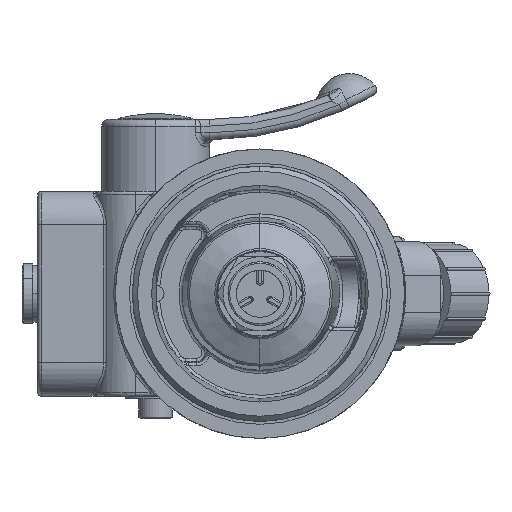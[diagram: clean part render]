
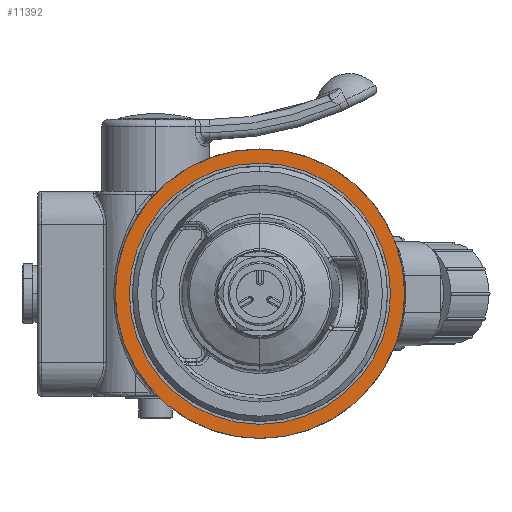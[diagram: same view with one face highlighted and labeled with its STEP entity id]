
A CAD part, front view. The second image highlights one B-rep face of the part: STEP entity #11392.
In plain terms, the highlighted planar face has unit normal (0, -1, 0).
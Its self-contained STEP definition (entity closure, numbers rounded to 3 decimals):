
#6216 = VERTEX_POINT ( 'NONE', #7917 ) ;
#6218 = EDGE_CURVE ( 'NONE', #6219, #6216, #7916, .T. ) ;
#6219 = VERTEX_POINT ( 'NONE', #7803 ) ;
#6839 = VERTEX_POINT ( 'NONE', #11140 ) ;
#6895 = VERTEX_POINT ( 'NONE', #11041 ) ;
#6897 = EDGE_CURVE ( 'NONE', #6895, #6839, #11197, .T. ) ;
#7803 = CARTESIAN_POINT ( 'NONE',  ( 0., 31.5, 38.8 ) ) ;
#7804 = DIRECTION ( 'NONE',  ( 0., 0., 1. ) ) ;
#7805 = DIRECTION ( 'NONE',  ( 0., 1., 0. ) ) ;
#7914 = CARTESIAN_POINT ( 'NONE',  ( 0., 31.5, 0. ) ) ;
#7915 = AXIS2_PLACEMENT_3D ( 'NONE', #7914, #7805, #7804 ) ;
#7916 = CIRCLE ( 'NONE', #7915, 38.8 ) ;
#7917 = CARTESIAN_POINT ( 'NONE',  ( 0., 31.5, -38.8 ) ) ;
#8021 = EDGE_CURVE ( 'NONE', #6839, #6895, #12635, .T. ) ;
#11041 = CARTESIAN_POINT ( 'NONE',  ( 0., 31.5, 43. ) ) ;
#11140 = CARTESIAN_POINT ( 'NONE',  ( 0., 31.5, -43. ) ) ;
#11193 = DIRECTION ( 'NONE',  ( 0., 0., -1. ) ) ;
#11194 = DIRECTION ( 'NONE',  ( 0., 1., 0. ) ) ;
#11195 = CARTESIAN_POINT ( 'NONE',  ( 0., 31.5, 0. ) ) ;
#11196 = AXIS2_PLACEMENT_3D ( 'NONE', #11195, #11194, #11193 ) ;
#11197 = CIRCLE ( 'NONE', #11196, 43. ) ;
#11392 = ADVANCED_FACE ( 'NONE', ( #29510, #29508 ), #29316, .T. ) ;
#11393 = EDGE_LOOP ( 'NONE', ( #11394, #11395 ) ) ;
#11394 = ORIENTED_EDGE ( 'NONE', *, *, #8021, .F. ) ;
#11395 = ORIENTED_EDGE ( 'NONE', *, *, #6897, .F. ) ;
#11396 = EDGE_LOOP ( 'NONE', ( #11397, #11552 ) ) ;
#11397 = ORIENTED_EDGE ( 'NONE', *, *, #6218, .T. ) ;
#11552 = ORIENTED_EDGE ( 'NONE', *, *, #11553, .T. ) ;
#11553 = EDGE_CURVE ( 'NONE', #6216, #6219, #30805, .T. ) ;
#12631 = DIRECTION ( 'NONE',  ( 0., 0., -1. ) ) ;
#12632 = DIRECTION ( 'NONE',  ( 0., 1., 0. ) ) ;
#12633 = CARTESIAN_POINT ( 'NONE',  ( 0., 31.5, 0. ) ) ;
#12634 = AXIS2_PLACEMENT_3D ( 'NONE', #12633, #12632, #12631 ) ;
#12635 = CIRCLE ( 'NONE', #12634, 43. ) ;
#29310 = DIRECTION ( 'NONE',  ( 0., 0., -1. ) ) ;
#29311 = DIRECTION ( 'NONE',  ( 0., -1., 0. ) ) ;
#29313 = CARTESIAN_POINT ( 'NONE',  ( 44.574, 31.5, 0. ) ) ;
#29314 = AXIS2_PLACEMENT_3D ( 'NONE', #29313, #29311, #29310 ) ;
#29316 = PLANE ( 'NONE',  #29314 ) ;
#29508 = FACE_BOUND ( 'NONE', #11396, .T. ) ;
#29510 = FACE_OUTER_BOUND ( 'NONE', #11393, .T. ) ;
#30728 = CARTESIAN_POINT ( 'NONE',  ( 0., 31.5, 0. ) ) ;
#30802 = DIRECTION ( 'NONE',  ( 0., 0., 1. ) ) ;
#30803 = DIRECTION ( 'NONE',  ( 0., 1., 0. ) ) ;
#30804 = AXIS2_PLACEMENT_3D ( 'NONE', #30728, #30803, #30802 ) ;
#30805 = CIRCLE ( 'NONE', #30804, 38.8 ) ;
